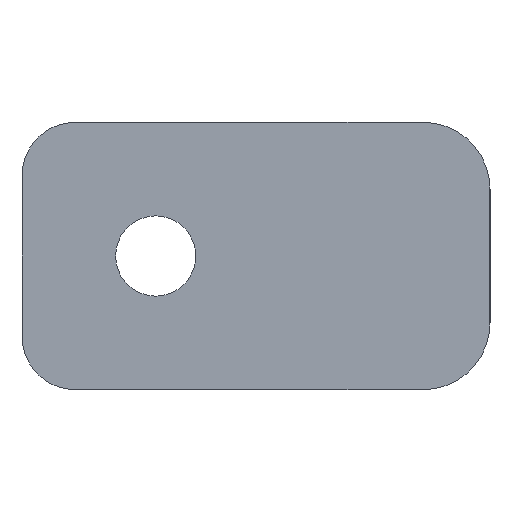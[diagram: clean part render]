
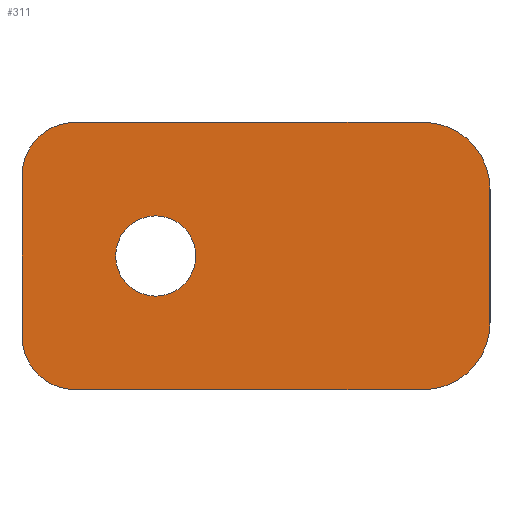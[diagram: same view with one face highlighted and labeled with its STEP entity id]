
A CAD part, left-side view. The second image highlights one B-rep face of the part: STEP entity #311.
In plain terms, the highlighted planar face has unit normal (-1, 0, 0).
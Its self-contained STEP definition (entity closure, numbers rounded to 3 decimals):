
#7 = EDGE_CURVE ( 'NONE', #851, #636, #9, .T. ) ;
#9 = CIRCLE ( 'NONE', #559, 2.5 ) ;
#18 = VERTEX_POINT ( 'NONE', #676 ) ;
#24 = PLANE ( 'NONE',  #282 ) ;
#37 = AXIS2_PLACEMENT_3D ( 'NONE', #225, #749, #249 ) ;
#40 = DIRECTION ( 'NONE',  ( 0., 0., -1. ) ) ;
#44 = VERTEX_POINT ( 'NONE', #168 ) ;
#52 = LINE ( 'NONE', #810, #222 ) ;
#62 = ORIENTED_EDGE ( 'NONE', *, *, #383, .F. ) ;
#72 = LINE ( 'NONE', #319, #554 ) ;
#78 = DIRECTION ( 'NONE',  ( 1., 0., 0. ) ) ;
#96 = AXIS2_PLACEMENT_3D ( 'NONE', #904, #603, #320 ) ;
#101 = DIRECTION ( 'NONE',  ( 0., 0., 1. ) ) ;
#111 = CIRCLE ( 'NONE', #37, 2. ) ;
#113 = LINE ( 'NONE', #565, #869 ) ;
#117 = EDGE_CURVE ( 'NONE', #44, #219, #72, .T. ) ;
#141 = AXIS2_PLACEMENT_3D ( 'NONE', #153, #236, #671 ) ;
#144 = VERTEX_POINT ( 'NONE', #973 ) ;
#145 = CARTESIAN_POINT ( 'NONE',  ( -74., 0., 0. ) ) ;
#147 = EDGE_CURVE ( 'NONE', #18, #44, #111, .T. ) ;
#153 = CARTESIAN_POINT ( 'NONE',  ( -74., 10., 0. ) ) ;
#161 = CARTESIAN_POINT ( 'NONE',  ( -74., 0., 5. ) ) ;
#168 = CARTESIAN_POINT ( 'NONE',  ( -74., 15., -3. ) ) ;
#175 = CARTESIAN_POINT ( 'NONE',  ( -74., 13., 3. ) ) ;
#179 = ORIENTED_EDGE ( 'NONE', *, *, #196, .F. ) ;
#193 = AXIS2_PLACEMENT_3D ( 'NONE', #175, #864, #101 ) ;
#196 = EDGE_CURVE ( 'NONE', #209, #18, #512, .T. ) ;
#200 = VERTEX_POINT ( 'NONE', #793 ) ;
#205 = ORIENTED_EDGE ( 'NONE', *, *, #233, .F. ) ;
#209 = VERTEX_POINT ( 'NONE', #642 ) ;
#210 = DIRECTION ( 'NONE',  ( 0., 1., 0. ) ) ;
#219 = VERTEX_POINT ( 'NONE', #585 ) ;
#222 = VECTOR ( 'NONE', #714, 1000. ) ;
#225 = CARTESIAN_POINT ( 'NONE',  ( -74., 13., -3. ) ) ;
#233 = EDGE_CURVE ( 'NONE', #841, #851, #52, .T. ) ;
#236 = DIRECTION ( 'NONE',  ( 1., 0., 0. ) ) ;
#243 = DIRECTION ( 'NONE',  ( 0., 0., -1. ) ) ;
#249 = DIRECTION ( 'NONE',  ( 0., 0., 1. ) ) ;
#258 = VERTEX_POINT ( 'NONE', #645 ) ;
#279 = DIRECTION ( 'NONE',  ( 0., 0., -1. ) ) ;
#282 = AXIS2_PLACEMENT_3D ( 'NONE', #145, #78, #243 ) ;
#309 = FACE_BOUND ( 'NONE', #746, .T. ) ;
#311 = ADVANCED_FACE ( 'NONE', ( #309, #914 ), #24, .F. ) ;
#319 = CARTESIAN_POINT ( 'NONE',  ( -74., 15., 3. ) ) ;
#320 = DIRECTION ( 'NONE',  ( 0., 0., -1. ) ) ;
#324 = EDGE_CURVE ( 'NONE', #200, #258, #568, .T. ) ;
#361 = CIRCLE ( 'NONE', #96, 2.5 ) ;
#366 = EDGE_LOOP ( 'NONE', ( #179, #62, #829, #836, #205, #752, #399, #511 ) ) ;
#378 = CIRCLE ( 'NONE', #673, 1.5 ) ;
#383 = EDGE_CURVE ( 'NONE', #144, #209, #361, .T. ) ;
#394 = VECTOR ( 'NONE', #210, 1000. ) ;
#399 = ORIENTED_EDGE ( 'NONE', *, *, #117, .F. ) ;
#420 = CARTESIAN_POINT ( 'NONE',  ( -74., 0., -5. ) ) ;
#511 = ORIENTED_EDGE ( 'NONE', *, *, #147, .F. ) ;
#512 = LINE ( 'NONE', #420, #394 ) ;
#540 = DIRECTION ( 'NONE',  ( 0., 0., 1. ) ) ;
#554 = VECTOR ( 'NONE', #540, 1000. ) ;
#559 = AXIS2_PLACEMENT_3D ( 'NONE', #654, #965, #279 ) ;
#565 = CARTESIAN_POINT ( 'NONE',  ( -74., -2.5, 0. ) ) ;
#568 = CIRCLE ( 'NONE', #141, 1.5 ) ;
#585 = CARTESIAN_POINT ( 'NONE',  ( -74., 15., 3. ) ) ;
#603 = DIRECTION ( 'NONE',  ( 1., 0., 0. ) ) ;
#631 = CARTESIAN_POINT ( 'NONE',  ( -74., 10., 0. ) ) ;
#636 = VERTEX_POINT ( 'NONE', #885 ) ;
#642 = CARTESIAN_POINT ( 'NONE',  ( -74., 0., -5. ) ) ;
#645 = CARTESIAN_POINT ( 'NONE',  ( -74., 10., -1.5 ) ) ;
#654 = CARTESIAN_POINT ( 'NONE',  ( -74., 0., 2.5 ) ) ;
#671 = DIRECTION ( 'NONE',  ( 0., 0., -1. ) ) ;
#673 = AXIS2_PLACEMENT_3D ( 'NONE', #631, #942, #40 ) ;
#675 = CARTESIAN_POINT ( 'NONE',  ( -74., 13., 5. ) ) ;
#676 = CARTESIAN_POINT ( 'NONE',  ( -74., 13., -5. ) ) ;
#714 = DIRECTION ( 'NONE',  ( 0., -1., 0. ) ) ;
#746 = EDGE_LOOP ( 'NONE', ( #802, #760 ) ) ;
#749 = DIRECTION ( 'NONE',  ( 1., 0., 0. ) ) ;
#752 = ORIENTED_EDGE ( 'NONE', *, *, #874, .F. ) ;
#760 = ORIENTED_EDGE ( 'NONE', *, *, #877, .T. ) ;
#793 = CARTESIAN_POINT ( 'NONE',  ( -74., 10., 1.5 ) ) ;
#802 = ORIENTED_EDGE ( 'NONE', *, *, #324, .T. ) ;
#810 = CARTESIAN_POINT ( 'NONE',  ( -74., 0., 5. ) ) ;
#815 = CIRCLE ( 'NONE', #193, 2. ) ;
#829 = ORIENTED_EDGE ( 'NONE', *, *, #903, .F. ) ;
#836 = ORIENTED_EDGE ( 'NONE', *, *, #7, .F. ) ;
#841 = VERTEX_POINT ( 'NONE', #675 ) ;
#851 = VERTEX_POINT ( 'NONE', #161 ) ;
#864 = DIRECTION ( 'NONE',  ( 1., 0., 0. ) ) ;
#869 = VECTOR ( 'NONE', #930, 1000. ) ;
#874 = EDGE_CURVE ( 'NONE', #219, #841, #815, .T. ) ;
#877 = EDGE_CURVE ( 'NONE', #258, #200, #378, .T. ) ;
#885 = CARTESIAN_POINT ( 'NONE',  ( -74., -2.5, 2.5 ) ) ;
#903 = EDGE_CURVE ( 'NONE', #636, #144, #113, .T. ) ;
#904 = CARTESIAN_POINT ( 'NONE',  ( -74., 0., -2.5 ) ) ;
#914 = FACE_OUTER_BOUND ( 'NONE', #366, .T. ) ;
#930 = DIRECTION ( 'NONE',  ( 0., 0., -1. ) ) ;
#942 = DIRECTION ( 'NONE',  ( 1., 0., 0. ) ) ;
#965 = DIRECTION ( 'NONE',  ( 1., 0., 0. ) ) ;
#973 = CARTESIAN_POINT ( 'NONE',  ( -74., -2.5, -2.5 ) ) ;
